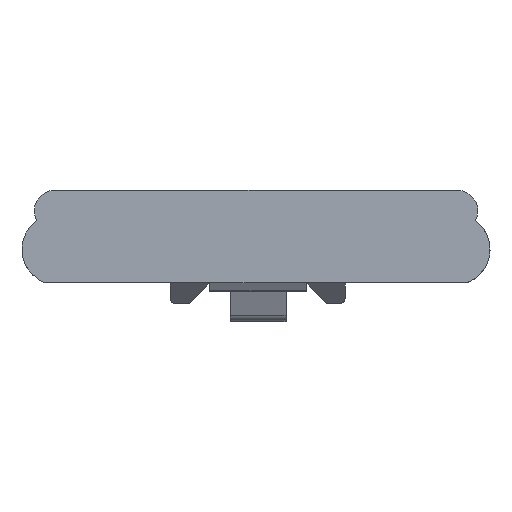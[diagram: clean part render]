
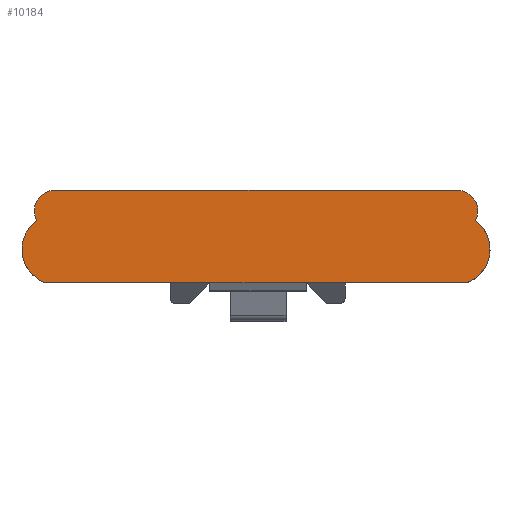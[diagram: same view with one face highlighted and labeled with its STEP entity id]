
A CAD part, left-side view. The second image highlights one B-rep face of the part: STEP entity #10184.
In plain terms, the highlighted planar face has unit normal (-1, 0, 0).
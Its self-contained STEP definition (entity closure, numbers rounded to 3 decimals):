
#930 = VERTEX_POINT ( 'NONE', #12335 ) ;
#1106 = ORIENTED_EDGE ( 'NONE', *, *, #11371, .F. ) ;
#1327 = AXIS2_PLACEMENT_3D ( 'NONE', #4107, #16096, #7002 ) ;
#1737 = DIRECTION ( 'NONE',  ( 0., 0., -1. ) ) ;
#1916 = AXIS2_PLACEMENT_3D ( 'NONE', #6784, #15556, #6664 ) ;
#2877 = CARTESIAN_POINT ( 'NONE',  ( -8.7, -28.25, 9.1 ) ) ;
#3174 = DIRECTION ( 'NONE',  ( 1., 0., 0. ) ) ;
#3578 = CARTESIAN_POINT ( 'NONE',  ( -8.7, 14.55, 5.3 ) ) ;
#4087 = CARTESIAN_POINT ( 'NONE',  ( -8.7, -30.002, 8.135 ) ) ;
#4107 = CARTESIAN_POINT ( 'NONE',  ( -8.7, -31.75, 0. ) ) ;
#4118 = LINE ( 'NONE', #7167, #15278 ) ;
#4530 = DIRECTION ( 'NONE',  ( 1., 0., 0. ) ) ;
#4601 = VERTEX_POINT ( 'NONE', #4087 ) ;
#4720 = DIRECTION ( 'NONE',  ( 0., 1., 0. ) ) ;
#4894 = CIRCLE ( 'NONE', #8747, 2. ) ;
#4940 = FACE_OUTER_BOUND ( 'NONE', #5653, .T. ) ;
#5134 = CARTESIAN_POINT ( 'NONE',  ( -8.7, 13.102, 8.135 ) ) ;
#5162 = VERTEX_POINT ( 'NONE', #15417 ) ;
#5344 = EDGE_CURVE ( 'NONE', #13158, #6949, #4118, .T. ) ;
#5530 = PLANE ( 'NONE',  #1327 ) ;
#5622 = CIRCLE ( 'NONE', #1916, 3.5 ) ;
#5653 = EDGE_LOOP ( 'NONE', ( #1106, #15913, #7166, #11697, #8082, #10198, #16806 ) ) ;
#5664 = EDGE_CURVE ( 'NONE', #13225, #18009, #6422, .T. ) ;
#5745 = DIRECTION ( 'NONE',  ( 1., 0., 0. ) ) ;
#5887 = CARTESIAN_POINT ( 'NONE',  ( -8.7, -31.75, 11.1 ) ) ;
#6150 = DIRECTION ( 'NONE',  ( 0., 1., 0. ) ) ;
#6273 = CARTESIAN_POINT ( 'NONE',  ( -8.7, 11.35, 9.1 ) ) ;
#6422 = CIRCLE ( 'NONE', #6492, 3.5 ) ;
#6492 = AXIS2_PLACEMENT_3D ( 'NONE', #17943, #9120, #4720 ) ;
#6652 = CARTESIAN_POINT ( 'NONE',  ( -8.7, 12.216, 2. ) ) ;
#6664 = DIRECTION ( 'NONE',  ( 0., 1., 0. ) ) ;
#6784 = CARTESIAN_POINT ( 'NONE',  ( -8.7, 11.05, 5.3 ) ) ;
#6949 = VERTEX_POINT ( 'NONE', #6652 ) ;
#7002 = DIRECTION ( 'NONE',  ( 0., 0., 1. ) ) ;
#7166 = ORIENTED_EDGE ( 'NONE', *, *, #18457, .F. ) ;
#7167 = CARTESIAN_POINT ( 'NONE',  ( -8.7, -31.75, 2. ) ) ;
#7271 = CIRCLE ( 'NONE', #13359, 3.5 ) ;
#8082 = ORIENTED_EDGE ( 'NONE', *, *, #16749, .F. ) ;
#8747 = AXIS2_PLACEMENT_3D ( 'NONE', #6273, #4530, #1737 ) ;
#8803 = EDGE_CURVE ( 'NONE', #4601, #13158, #7271, .T. ) ;
#9120 = DIRECTION ( 'NONE',  ( 1., 0., 0. ) ) ;
#9232 = CARTESIAN_POINT ( 'NONE',  ( -8.7, -29.116, 2. ) ) ;
#10184 = ADVANCED_FACE ( 'NONE', ( #4940 ), #5530, .T. ) ;
#10198 = ORIENTED_EDGE ( 'NONE', *, *, #5344, .F. ) ;
#10212 = DIRECTION ( 'NONE',  ( 0., 0., -1. ) ) ;
#10564 = CARTESIAN_POINT ( 'NONE',  ( -8.7, -27.95, 5.3 ) ) ;
#11030 = VECTOR ( 'NONE', #17509, 1000. ) ;
#11371 = EDGE_CURVE ( 'NONE', #930, #4601, #13738, .T. ) ;
#11697 = ORIENTED_EDGE ( 'NONE', *, *, #5664, .F. ) ;
#12335 = CARTESIAN_POINT ( 'NONE',  ( -8.7, -28.25, 11.1 ) ) ;
#13158 = VERTEX_POINT ( 'NONE', #9232 ) ;
#13225 = VERTEX_POINT ( 'NONE', #3578 ) ;
#13359 = AXIS2_PLACEMENT_3D ( 'NONE', #10564, #3174, #6150 ) ;
#13612 = EDGE_CURVE ( 'NONE', #5162, #930, #18240, .T. ) ;
#13738 = CIRCLE ( 'NONE', #16020, 2. ) ;
#14558 = DIRECTION ( 'NONE',  ( 0., 1., 0. ) ) ;
#15278 = VECTOR ( 'NONE', #14558, 1000. ) ;
#15417 = CARTESIAN_POINT ( 'NONE',  ( -8.7, 11.35, 11.1 ) ) ;
#15556 = DIRECTION ( 'NONE',  ( 1., 0., 0. ) ) ;
#15913 = ORIENTED_EDGE ( 'NONE', *, *, #13612, .F. ) ;
#16020 = AXIS2_PLACEMENT_3D ( 'NONE', #2877, #5745, #10212 ) ;
#16096 = DIRECTION ( 'NONE',  ( -1., 0., 0. ) ) ;
#16749 = EDGE_CURVE ( 'NONE', #6949, #13225, #5622, .T. ) ;
#16806 = ORIENTED_EDGE ( 'NONE', *, *, #8803, .F. ) ;
#17509 = DIRECTION ( 'NONE',  ( 0., -1., 0. ) ) ;
#17943 = CARTESIAN_POINT ( 'NONE',  ( -8.7, 11.05, 5.3 ) ) ;
#18009 = VERTEX_POINT ( 'NONE', #5134 ) ;
#18240 = LINE ( 'NONE', #5887, #11030 ) ;
#18457 = EDGE_CURVE ( 'NONE', #18009, #5162, #4894, .T. ) ;
